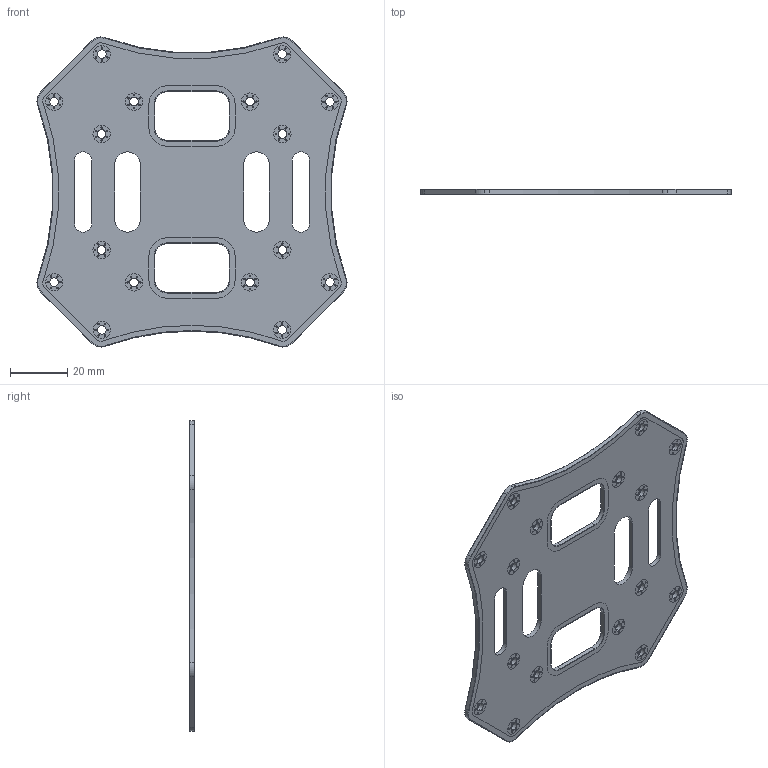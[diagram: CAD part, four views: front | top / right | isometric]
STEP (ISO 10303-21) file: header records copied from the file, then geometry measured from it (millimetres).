
FILE_DESCRIPTION (( 'STEP AP203' ), '1' );
FILE_NAME ('Top plate.STEP', '2025-10-10T08:27:08', ( '' ), ( '' ), 'SwSTEP 2.0', 'SolidWorks 2025', '' );
FILE_SCHEMA (( 'CONFIG_CONTROL_DESIGN' ));
Length unit declared in the file: millimetre
Products named in the file (1): Top plate
Bounding box: 108.15 x 1.65 x 108.15 mm (x, y, z)
Volume: 13487.2 mm3; surface area: 18171 mm2
Topology: 1 solids, 1 shells, 529 faces, 1449 edges, 966 vertices
Faces by surface type: cylinder 415, plane 114
Entity records: 17782 total; most frequent: DIRECTION 3339, CARTESIAN_POINT 2945, ORIENTED_EDGE 2898, EDGE_CURVE 1449, AXIS2_PLACEMENT_3D 1360, VERTEX_POINT 966, CIRCLE 830, EDGE_LOOP 809
